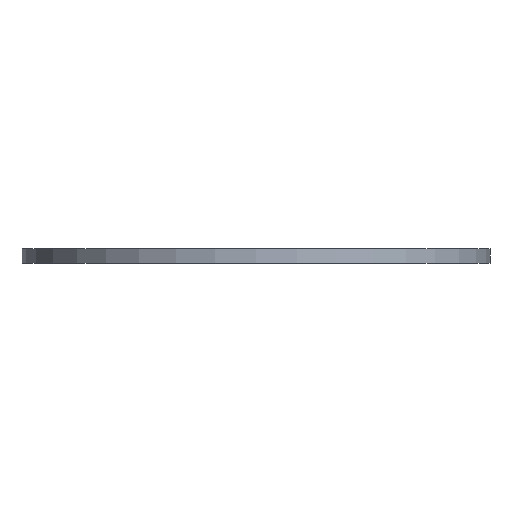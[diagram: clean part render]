
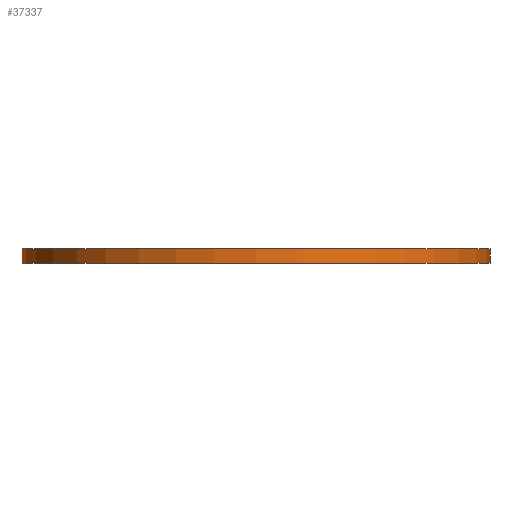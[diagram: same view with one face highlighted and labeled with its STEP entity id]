
A CAD part, front view. The second image highlights one B-rep face of the part: STEP entity #37337.
In plain terms, the highlighted cylindrical face has radius 6.25 mm (diameter 12.5 mm), a full revolution.
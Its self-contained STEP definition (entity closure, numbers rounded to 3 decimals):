
#722 = PLANE('',#723);
#723 = AXIS2_PLACEMENT_3D('',#724,#725,#726);
#724 = CARTESIAN_POINT('',(0.,0.,0.391));
#725 = DIRECTION('',(0.,0.,1.));
#726 = DIRECTION('',(1.,0.,-0.));
#36710 = EDGE_CURVE('',#36711,#36711,#36713,.T.);
#36711 = VERTEX_POINT('',#36712);
#36712 = CARTESIAN_POINT('',(-6.25,0.,0.391));
#36713 = SURFACE_CURVE('',#36714,(#36719,#36726),.PCURVE_S1.);
#36714 = CIRCLE('',#36715,6.25);
#36715 = AXIS2_PLACEMENT_3D('',#36716,#36717,#36718);
#36716 = CARTESIAN_POINT('',(0.,0.,0.391));
#36717 = DIRECTION('',(0.,0.,1.));
#36718 = DIRECTION('',(1.,0.,-0.));
#36719 = PCURVE('',#722,#36720);
#36720 = DEFINITIONAL_REPRESENTATION('',(#36721),#36725);
#36721 = CIRCLE('',#36722,6.25);
#36722 = AXIS2_PLACEMENT_2D('',#36723,#36724);
#36723 = CARTESIAN_POINT('',(0.,0.));
#36724 = DIRECTION('',(1.,0.));
#36725 = ( GEOMETRIC_REPRESENTATION_CONTEXT(2) 
PARAMETRIC_REPRESENTATION_CONTEXT() REPRESENTATION_CONTEXT('2D SPACE',''
  ) );
#36726 = PCURVE('',#36727,#36732);
#36727 = CYLINDRICAL_SURFACE('',#36728,6.25);
#36728 = AXIS2_PLACEMENT_3D('',#36729,#36730,#36731);
#36729 = CARTESIAN_POINT('',(0.,0.,0.));
#36730 = DIRECTION('',(0.,0.,1.));
#36731 = DIRECTION('',(1.,0.,-0.));
#36732 = DEFINITIONAL_REPRESENTATION('',(#36733),#36737);
#36733 = LINE('',#36734,#36735);
#36734 = CARTESIAN_POINT('',(-6.283,0.391));
#36735 = VECTOR('',#36736,1.);
#36736 = DIRECTION('',(1.,0.));
#36737 = ( GEOMETRIC_REPRESENTATION_CONTEXT(2) 
PARAMETRIC_REPRESENTATION_CONTEXT() REPRESENTATION_CONTEXT('2D SPACE',''
  ) );
#37320 = PLANE('',#37321);
#37321 = AXIS2_PLACEMENT_3D('',#37322,#37323,#37324);
#37322 = CARTESIAN_POINT('',(0.,0.,0.));
#37323 = DIRECTION('',(0.,0.,1.));
#37324 = DIRECTION('',(1.,0.,-0.));
#37337 = ADVANCED_FACE('',(#37338),#36727,.T.);
#37338 = FACE_BOUND('',#37339,.T.);
#37339 = EDGE_LOOP('',(#37340,#37341,#37364,#37386));
#37340 = ORIENTED_EDGE('',*,*,#36710,.F.);
#37341 = ORIENTED_EDGE('',*,*,#37342,.T.);
#37342 = EDGE_CURVE('',#36711,#37343,#37345,.T.);
#37343 = VERTEX_POINT('',#37344);
#37344 = CARTESIAN_POINT('',(-6.25,0.,0.));
#37345 = SEAM_CURVE('',#37346,(#37350,#37357),.PCURVE_S1.);
#37346 = LINE('',#37347,#37348);
#37347 = CARTESIAN_POINT('',(-6.25,0.,0.));
#37348 = VECTOR('',#37349,1.);
#37349 = DIRECTION('',(0.,0.,-1.));
#37350 = PCURVE('',#36727,#37351);
#37351 = DEFINITIONAL_REPRESENTATION('',(#37352),#37356);
#37352 = LINE('',#37353,#37354);
#37353 = CARTESIAN_POINT('',(-3.142,0.));
#37354 = VECTOR('',#37355,1.);
#37355 = DIRECTION('',(0.,-1.));
#37356 = ( GEOMETRIC_REPRESENTATION_CONTEXT(2) 
PARAMETRIC_REPRESENTATION_CONTEXT() REPRESENTATION_CONTEXT('2D SPACE',''
  ) );
#37357 = PCURVE('',#36727,#37358);
#37358 = DEFINITIONAL_REPRESENTATION('',(#37359),#37363);
#37359 = LINE('',#37360,#37361);
#37360 = CARTESIAN_POINT('',(3.142,0.));
#37361 = VECTOR('',#37362,1.);
#37362 = DIRECTION('',(0.,-1.));
#37363 = ( GEOMETRIC_REPRESENTATION_CONTEXT(2) 
PARAMETRIC_REPRESENTATION_CONTEXT() REPRESENTATION_CONTEXT('2D SPACE',''
  ) );
#37364 = ORIENTED_EDGE('',*,*,#37365,.T.);
#37365 = EDGE_CURVE('',#37343,#37343,#37366,.T.);
#37366 = SURFACE_CURVE('',#37367,(#37372,#37379),.PCURVE_S1.);
#37367 = CIRCLE('',#37368,6.25);
#37368 = AXIS2_PLACEMENT_3D('',#37369,#37370,#37371);
#37369 = CARTESIAN_POINT('',(0.,0.,0.));
#37370 = DIRECTION('',(0.,0.,1.));
#37371 = DIRECTION('',(1.,0.,-0.));
#37372 = PCURVE('',#36727,#37373);
#37373 = DEFINITIONAL_REPRESENTATION('',(#37374),#37378);
#37374 = LINE('',#37375,#37376);
#37375 = CARTESIAN_POINT('',(-6.283,0.));
#37376 = VECTOR('',#37377,1.);
#37377 = DIRECTION('',(1.,0.));
#37378 = ( GEOMETRIC_REPRESENTATION_CONTEXT(2) 
PARAMETRIC_REPRESENTATION_CONTEXT() REPRESENTATION_CONTEXT('2D SPACE',''
  ) );
#37379 = PCURVE('',#37320,#37380);
#37380 = DEFINITIONAL_REPRESENTATION('',(#37381),#37385);
#37381 = CIRCLE('',#37382,6.25);
#37382 = AXIS2_PLACEMENT_2D('',#37383,#37384);
#37383 = CARTESIAN_POINT('',(0.,0.));
#37384 = DIRECTION('',(1.,0.));
#37385 = ( GEOMETRIC_REPRESENTATION_CONTEXT(2) 
PARAMETRIC_REPRESENTATION_CONTEXT() REPRESENTATION_CONTEXT('2D SPACE',''
  ) );
#37386 = ORIENTED_EDGE('',*,*,#37342,.F.);
